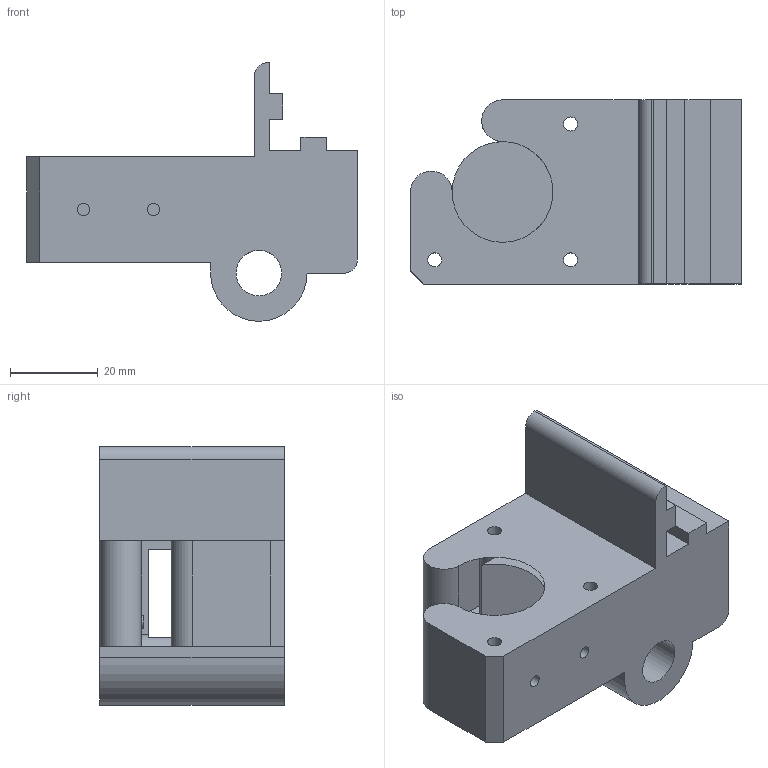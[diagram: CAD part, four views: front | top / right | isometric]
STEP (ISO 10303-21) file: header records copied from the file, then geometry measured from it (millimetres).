
FILE_DESCRIPTION(('FreeCAD Model'),'2;1');
FILE_NAME('Open CASCADE Shape Model','2022-11-11T18:58:14',('Author'),( ''),'Open CASCADE STEP processor 7.5','FreeCAD','Unknown');
FILE_SCHEMA(('AUTOMOTIVE_DESIGN { 1 0 10303 214 1 1 1 1 }'));
Length unit declared in the file: millimetre
Products named in the file (1): profile-clamp-drill
Bounding box: 75.5 x 42 x 59 mm (x, y, z)
Volume: 51512.5 mm3; surface area: 23028.3 mm2
Topology: 1 solids, 1 shells, 60 faces, 143 edges, 95 vertices
Faces by surface type: plane 38, cylinder 22
Full cylindrical faces by diameter (mm): 2.8 x6, 3.2 x3, 4.2 x1, 6.8 x3, 8.2 x2, 10.4 x1, 23 x1
Entity records: 3698 total; most frequent: CARTESIAN_POINT 669, DIRECTION 585, LINE 333, VECTOR 333, ORIENTED_EDGE 286, PCURVE 286, DEFINITIONAL_REPRESENTATION 286, EDGE_CURVE 143
